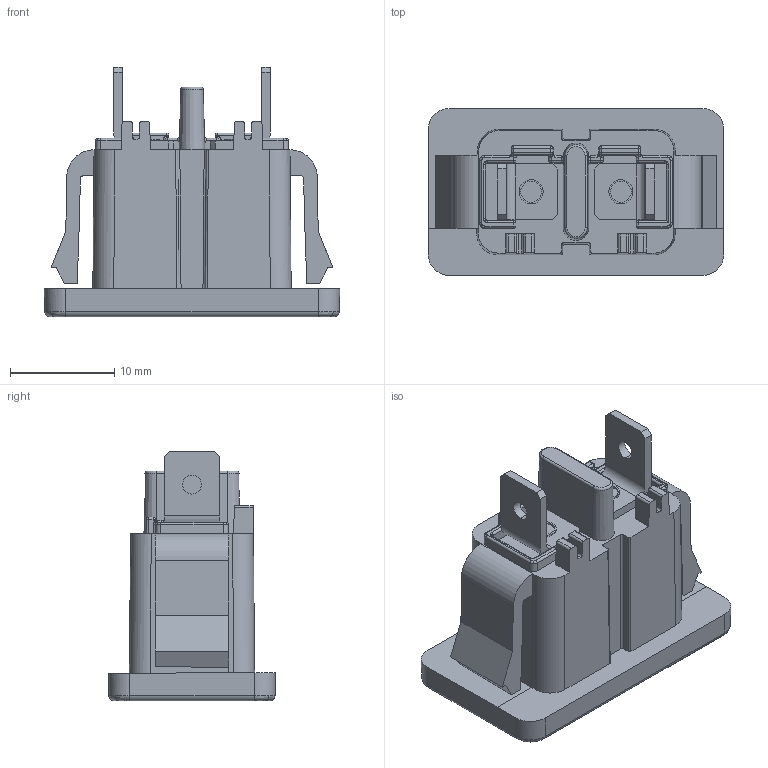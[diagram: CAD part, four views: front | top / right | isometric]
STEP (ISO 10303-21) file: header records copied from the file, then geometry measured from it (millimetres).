
FILE_DESCRIPTION (( 'STEP AP214' ), '1' );
FILE_NAME ('E_2750-1310_03.STEP', '2023-02-04T00:05:14', ( '' ), ( '' ), 'SwSTEP 2.0', 'SolidWorks 2022', '' );
FILE_SCHEMA (( 'AUTOMOTIVE_DESIGN' ));
Length unit declared in the file: inch
Products named in the file (1): E_2750-1310_03
Bounding box: 28.3 x 16 x 23.9 mm (x, y, z)
Volume: 3179.3 mm3; surface area: 3952.7 mm2
Topology: 1 solids, 3 shells, 417 faces, 1069 edges, 668 vertices
Faces by surface type: plane 175, cylinder 147, bspline 50, sphere 18, cone 15, torus 12
Entity records: 13444 total; most frequent: CARTESIAN_POINT 3747, ORIENTED_EDGE 2130, DIRECTION 1827, EDGE_CURVE 1065, VERTEX_POINT 668, LINE 615, VECTOR 615, AXIS2_PLACEMENT_3D 606
